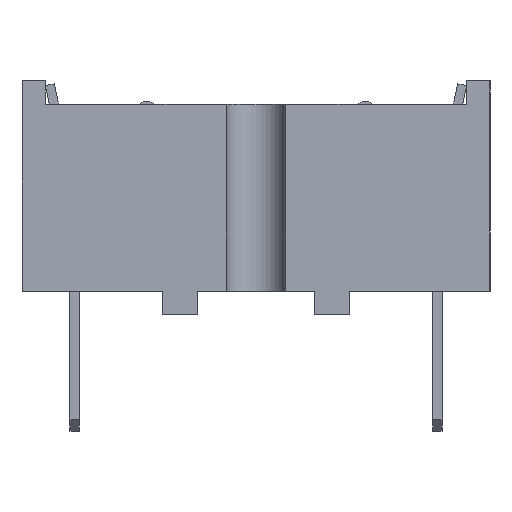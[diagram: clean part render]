
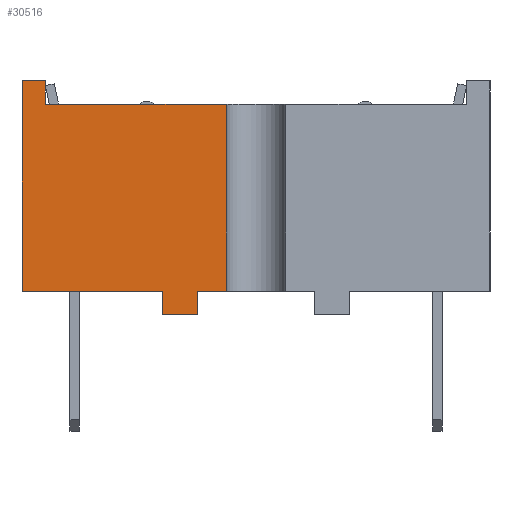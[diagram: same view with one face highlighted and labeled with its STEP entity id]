
A CAD part, left-side view. The second image highlights one B-rep face of the part: STEP entity #30516.
In plain terms, the highlighted planar face has unit normal (-1, 0, 0).
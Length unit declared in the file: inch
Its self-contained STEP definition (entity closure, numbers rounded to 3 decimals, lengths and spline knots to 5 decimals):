
#127=PLANE('',#32162);
#1481=FACE_OUTER_BOUND('',#3075,.T.);
#3075=EDGE_LOOP('',(#21071,#21072,#21073,#21074,#21075,#21076,#21077,#21078,
#21079,#21080,#21081));
#4715=LINE('',#42639,#8799);
#4726=LINE('',#42661,#8810);
#4736=LINE('',#42682,#8820);
#4737=LINE('',#42684,#8821);
#4738=LINE('',#42686,#8822);
#4739=LINE('',#42688,#8823);
#4740=LINE('',#42690,#8824);
#4741=LINE('',#42692,#8825);
#4742=LINE('',#42694,#8826);
#4743=LINE('',#42696,#8827);
#4744=LINE('',#42697,#8828);
#8799=VECTOR('',#34296,0.3937);
#8810=VECTOR('',#34309,0.3937);
#8820=VECTOR('',#34323,0.3937);
#8821=VECTOR('',#34324,0.3937);
#8822=VECTOR('',#34325,0.3937);
#8823=VECTOR('',#34326,0.3937);
#8824=VECTOR('',#34327,0.3937);
#8825=VECTOR('',#34328,0.3937);
#8826=VECTOR('',#34329,0.3937);
#8827=VECTOR('',#34330,0.3937);
#8828=VECTOR('',#34331,0.3937);
#13413=VERTEX_POINT('',#42633);
#13415=VERTEX_POINT('',#42637);
#13425=VERTEX_POINT('',#42659);
#13434=VERTEX_POINT('',#42681);
#13435=VERTEX_POINT('',#42683);
#13436=VERTEX_POINT('',#42685);
#13437=VERTEX_POINT('',#42687);
#13438=VERTEX_POINT('',#42689);
#13439=VERTEX_POINT('',#42691);
#13440=VERTEX_POINT('',#42693);
#13441=VERTEX_POINT('',#42695);
#16433=EDGE_CURVE('',#13413,#13415,#4715,.T.);
#16444=EDGE_CURVE('',#13415,#13425,#4726,.T.);
#16454=EDGE_CURVE('',#13425,#13434,#4736,.T.);
#16455=EDGE_CURVE('',#13434,#13435,#4737,.T.);
#16456=EDGE_CURVE('',#13435,#13436,#4738,.T.);
#16457=EDGE_CURVE('',#13436,#13437,#4739,.T.);
#16458=EDGE_CURVE('',#13437,#13438,#4740,.T.);
#16459=EDGE_CURVE('',#13438,#13439,#4741,.T.);
#16460=EDGE_CURVE('',#13439,#13440,#4742,.T.);
#16461=EDGE_CURVE('',#13440,#13441,#4743,.T.);
#16462=EDGE_CURVE('',#13441,#13413,#4744,.T.);
#21071=ORIENTED_EDGE('',*,*,#16433,.T.);
#21072=ORIENTED_EDGE('',*,*,#16444,.T.);
#21073=ORIENTED_EDGE('',*,*,#16454,.T.);
#21074=ORIENTED_EDGE('',*,*,#16455,.T.);
#21075=ORIENTED_EDGE('',*,*,#16456,.T.);
#21076=ORIENTED_EDGE('',*,*,#16457,.T.);
#21077=ORIENTED_EDGE('',*,*,#16458,.T.);
#21078=ORIENTED_EDGE('',*,*,#16459,.T.);
#21079=ORIENTED_EDGE('',*,*,#16460,.T.);
#21080=ORIENTED_EDGE('',*,*,#16461,.T.);
#21081=ORIENTED_EDGE('',*,*,#16462,.T.);
#30516=ADVANCED_FACE('',(#1481),#127,.T.);
#32162=AXIS2_PLACEMENT_3D('',#42680,#34321,#34322);
#34296=DIRECTION('',(0.,0.,1.));
#34309=DIRECTION('',(0.,1.,0.));
#34321=DIRECTION('center_axis',(-1.,0.,0.));
#34322=DIRECTION('ref_axis',(0.,0.,1.));
#34323=DIRECTION('',(0.,0.,1.));
#34324=DIRECTION('',(0.,1.,0.));
#34325=DIRECTION('',(0.,0.,-1.));
#34326=DIRECTION('',(0.,-1.,0.));
#34327=DIRECTION('',(0.,0.,-1.));
#34328=DIRECTION('',(0.,-1.,0.));
#34329=DIRECTION('',(0.,0.,1.));
#34330=DIRECTION('',(0.,-1.,0.));
#34331=DIRECTION('',(0.,-1.,0.));
#42633=CARTESIAN_POINT('',(-0.02129,0.02498,0.01969));
#42637=CARTESIAN_POINT('',(-0.02129,0.02498,0.17697));
#42639=CARTESIAN_POINT('',(-0.02129,0.02498,0.17697));
#42659=CARTESIAN_POINT('',(-0.02129,0.17717,0.17697));
#42661=CARTESIAN_POINT('',(-0.02129,0.17717,0.17697));
#42680=CARTESIAN_POINT('Origin',(-0.02129,0.00001,
0.09843));
#42681=CARTESIAN_POINT('',(-0.02129,0.17717,0.19685));
#42682=CARTESIAN_POINT('',(-0.02129,0.17717,0.19685));
#42683=CARTESIAN_POINT('',(-0.02129,0.19685,0.19685));
#42684=CARTESIAN_POINT('',(-0.02129,0.19685,0.19685));
#42685=CARTESIAN_POINT('',(-0.02129,0.19685,0.01969));
#42686=CARTESIAN_POINT('',(-0.02129,0.19685,0.19685));
#42687=CARTESIAN_POINT('',(-0.02129,0.07874,0.01969));
#42688=CARTESIAN_POINT('',(-0.02129,0.18769,0.01969));
#42689=CARTESIAN_POINT('',(-0.02129,0.07874,0.));
#42690=CARTESIAN_POINT('',(-0.02129,0.07874,0.01969));
#42691=CARTESIAN_POINT('',(-0.02129,0.04921,0.));
#42692=CARTESIAN_POINT('',(-0.02129,0.07874,0.));
#42693=CARTESIAN_POINT('',(-0.02129,0.04921,0.01969));
#42694=CARTESIAN_POINT('',(-0.02129,0.04921,0.));
#42695=CARTESIAN_POINT('',(-0.02129,0.04224,0.01969));
#42696=CARTESIAN_POINT('',(-0.02129,0.04921,0.01969));
#42697=CARTESIAN_POINT('',(-0.02129,-0.049,0.01969));
